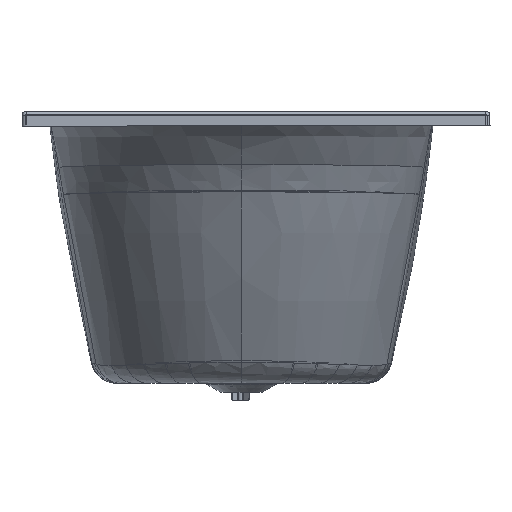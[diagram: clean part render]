
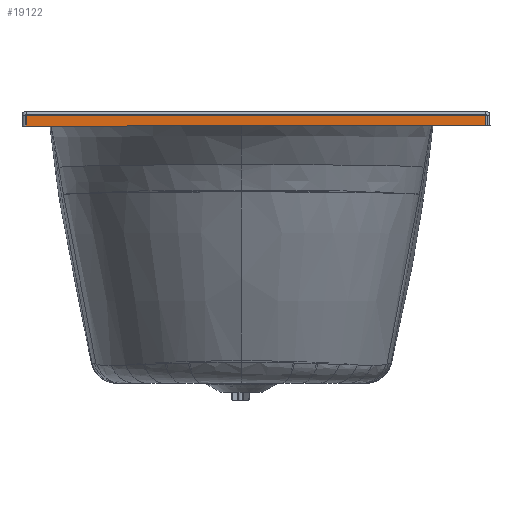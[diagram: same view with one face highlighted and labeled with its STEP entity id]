
A CAD part, left-side view. The second image highlights one B-rep face of the part: STEP entity #19122.
In plain terms, the highlighted planar face has unit normal (1, 0, 0).
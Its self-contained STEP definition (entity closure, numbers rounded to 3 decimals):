
#19083=CARTESIAN_POINT('',(-900.0,-480.0,-375.0));
#19084=DIRECTION('',(-1.0,0.0,0.0));
#19085=DIRECTION('',(0.0,0.0,1.0));
#19086=AXIS2_PLACEMENT_3D('',#19083,#19084,#19085);
#19087=PLANE('',#19086);
#19088=CARTESIAN_POINT('',(-900.0,-25.0,-368.));
#19089=VERTEX_POINT('',#19088);
#19090=CARTESIAN_POINT('',(-900.0,-25.0,418.));
#19091=VERTEX_POINT('',#19090);
#19092=CARTESIAN_POINT('',(-900.0,-25.0,-368.));
#19093=DIRECTION('',(0.0,0.0,1.0));
#19094=VECTOR('',#19093,786.);
#19095=LINE('',#19092,#19094);
#19096=EDGE_CURVE('',#19089,#19091,#19095,.T.);
#19097=ORIENTED_EDGE('',*,*,#19096,.F.);
#19098=CARTESIAN_POINT('',(-900.0,-7.,-368.));
#19099=VERTEX_POINT('',#19098);
#19100=CARTESIAN_POINT('',(-900.0,-7.,-368.));
#19101=DIRECTION('',(0.0,-1.0,0.0));
#19102=VECTOR('',#19101,18.0);
#19103=LINE('',#19100,#19102);
#19104=EDGE_CURVE('',#19099,#19089,#19103,.T.);
#19105=ORIENTED_EDGE('',*,*,#19104,.F.);
#19106=CARTESIAN_POINT('',(-900.0,-7.,418.));
#19107=VERTEX_POINT('',#19106);
#19108=CARTESIAN_POINT('',(-900.0,-7.,418.));
#19109=DIRECTION('',(0.0,0.0,-1.0));
#19110=VECTOR('',#19109,786.);
#19111=LINE('',#19108,#19110);
#19112=EDGE_CURVE('',#19107,#19099,#19111,.T.);
#19113=ORIENTED_EDGE('',*,*,#19112,.F.);
#19114=CARTESIAN_POINT('',(-900.0,-25.0,418.));
#19115=DIRECTION('',(0.0,1.0,0.0));
#19116=VECTOR('',#19115,18.0);
#19117=LINE('',#19114,#19116);
#19118=EDGE_CURVE('',#19091,#19107,#19117,.T.);
#19119=ORIENTED_EDGE('',*,*,#19118,.F.);
#19120=EDGE_LOOP('',(#19097,#19105,#19113,#19119));
#19121=FACE_OUTER_BOUND('',#19120,.T.);
#19122=ADVANCED_FACE('',(#19121),#19087,.F.);
